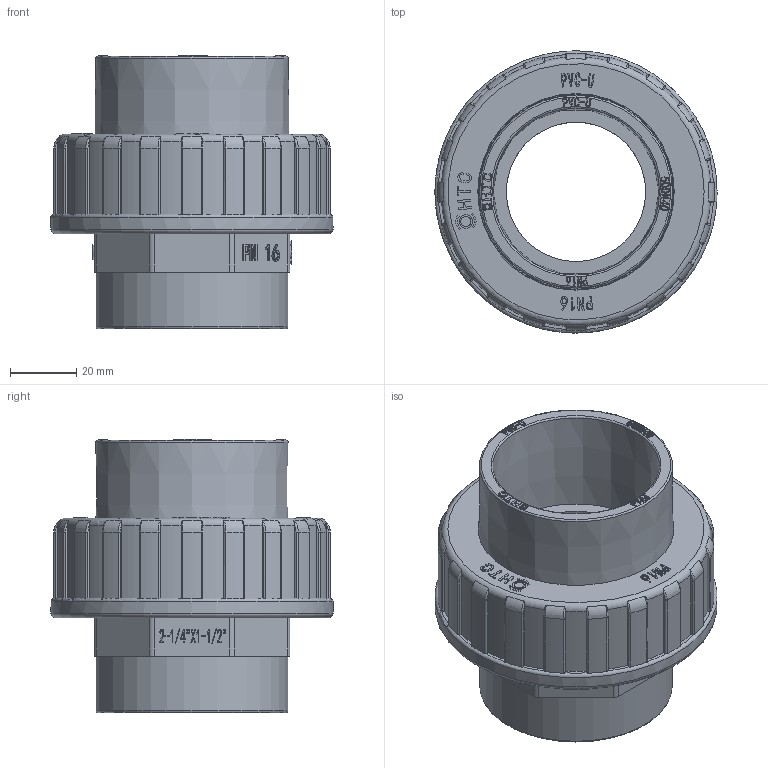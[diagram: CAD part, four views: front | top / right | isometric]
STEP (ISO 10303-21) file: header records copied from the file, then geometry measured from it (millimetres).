
FILE_DESCRIPTION(/* description */ (''),/* implementation_level */ '2;1');
FILE_NAME(/* name */ '50V型活接(内螺).stp',/* time_stamp */ '2024-07-09T10:33:24+08:00',/* author */ (''),/* organization */ (''),/* preprocessor_version */ 'ST-DEVELOPER v16',/* originating_system */ 'SIEMENS PLM Software NX 10.0',/* authorisation */ '');
FILE_SCHEMA (('AUTOMOTIVE_DESIGN { 1 0 10303 214 3 1 1 1 }'));
Length unit declared in the file: millimetre
Products named in the file (1): gelv166C8908by9k
Bounding box: 85 x 85 x 82.3 mm (x, y, z)
Volume: 160112.8 mm3; surface area: 66240.5 mm2
Topology: 4 solids, 4 shells, 1851 faces, 5244 edges, 3492 vertices
Faces by surface type: plane 1510, cylinder 148, extrusion 108, bspline 49, torus 33, cone 3
Full cylindrical faces by diameter (mm): 1.377 x1, 1.836 x1, 3.06 x1, 3.438 x1, 4.08 x1, 4.814 x1, 42 x2, 47.803 x9, 48 x2, 50 x1, 58 x3, 62.752 x7, 62.8 x1, 65.71 x9, 85 x1
Entity records: 70324 total; most frequent: CARTESIAN_POINT 24394, ORIENTED_EDGE 10240, DIRECTION 8152, EDGE_CURVE 5120, VECTOR 4180, LINE 4072, VERTEX_POINT 3428, AXIS2_PLACEMENT_3D 1986
